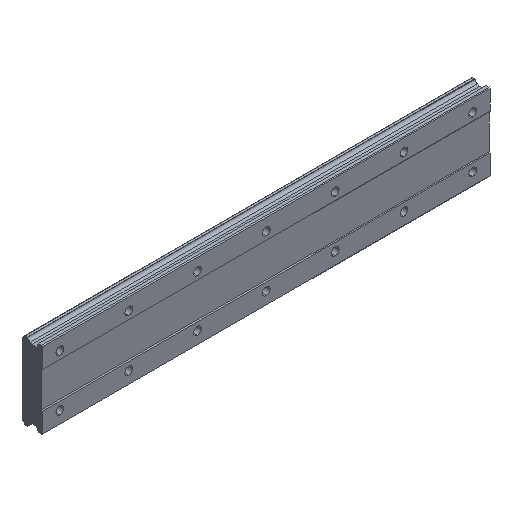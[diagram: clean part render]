
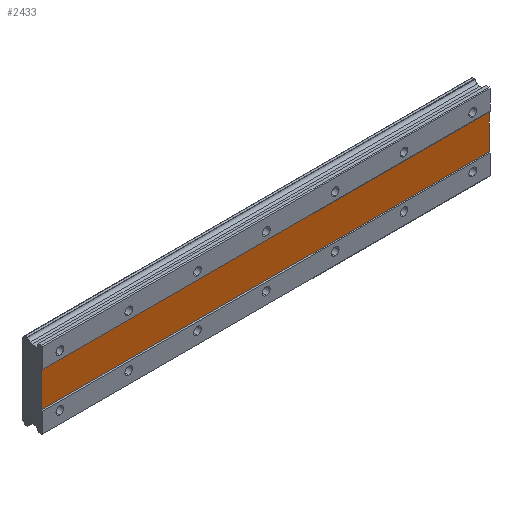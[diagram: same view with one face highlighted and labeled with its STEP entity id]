
A CAD part, isometric view. The second image highlights one B-rep face of the part: STEP entity #2433.
In plain terms, the highlighted planar face has unit normal (0, -1, 0).
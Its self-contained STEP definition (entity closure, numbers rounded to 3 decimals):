
#36 = FACE_OUTER_BOUND ( 'NONE', #2490, .T. ) ;
#222 = ORIENTED_EDGE ( 'NONE', *, *, #1779, .F. ) ;
#751 = DIRECTION ( 'NONE',  ( 1., 0., 0. ) ) ;
#801 = CARTESIAN_POINT ( 'NONE',  ( 500., 1., -20. ) ) ;
#856 = EDGE_CURVE ( 'NONE', #998, #2546, #2082, .T. ) ;
#959 = DIRECTION ( 'NONE',  ( -1., 0., 0. ) ) ;
#998 = VERTEX_POINT ( 'NONE', #2206 ) ;
#1021 = DIRECTION ( 'NONE',  ( 0., 1., 0. ) ) ;
#1118 = CARTESIAN_POINT ( 'NONE',  ( 500., 1., 20. ) ) ;
#1467 = DIRECTION ( 'NONE',  ( 0., 0., 1. ) ) ;
#1480 = EDGE_CURVE ( 'NONE', #2546, #2572, #2233, .T. ) ;
#1532 = LINE ( 'NONE', #3305, #1998 ) ;
#1561 = VECTOR ( 'NONE', #3088, 1000. ) ;
#1571 = VECTOR ( 'NONE', #1467, 1000. ) ;
#1578 = DIRECTION ( 'NONE',  ( 0., 0., 1. ) ) ;
#1625 = AXIS2_PLACEMENT_3D ( 'NONE', #1824, #1021, #1578 ) ;
#1627 = CARTESIAN_POINT ( 'NONE',  ( -20., 1., 20. ) ) ;
#1779 = EDGE_CURVE ( 'NONE', #2572, #2140, #1951, .T. ) ;
#1824 = CARTESIAN_POINT ( 'NONE',  ( 500., 1., 20. ) ) ;
#1951 = LINE ( 'NONE', #2950, #1571 ) ;
#1998 = VECTOR ( 'NONE', #751, 1000. ) ;
#2082 = LINE ( 'NONE', #1118, #1561 ) ;
#2130 = EDGE_CURVE ( 'NONE', #2140, #998, #1532, .T. ) ;
#2140 = VERTEX_POINT ( 'NONE', #1627 ) ;
#2206 = CARTESIAN_POINT ( 'NONE',  ( 500., 1., 20. ) ) ;
#2233 = LINE ( 'NONE', #2935, #2736 ) ;
#2433 = ADVANCED_FACE ( 'NONE', ( #36 ), #2842, .F. ) ;
#2490 = EDGE_LOOP ( 'NONE', ( #2762, #3027, #2906, #222 ) ) ;
#2546 = VERTEX_POINT ( 'NONE', #801 ) ;
#2572 = VERTEX_POINT ( 'NONE', #3318 ) ;
#2736 = VECTOR ( 'NONE', #959, 1000. ) ;
#2762 = ORIENTED_EDGE ( 'NONE', *, *, #1480, .F. ) ;
#2842 = PLANE ( 'NONE',  #1625 ) ;
#2906 = ORIENTED_EDGE ( 'NONE', *, *, #2130, .F. ) ;
#2935 = CARTESIAN_POINT ( 'NONE',  ( 500., 1., -20. ) ) ;
#2950 = CARTESIAN_POINT ( 'NONE',  ( -20., 1., 20. ) ) ;
#3027 = ORIENTED_EDGE ( 'NONE', *, *, #856, .F. ) ;
#3088 = DIRECTION ( 'NONE',  ( 0., 0., -1. ) ) ;
#3305 = CARTESIAN_POINT ( 'NONE',  ( 500., 1., 20. ) ) ;
#3318 = CARTESIAN_POINT ( 'NONE',  ( -20., 1., -20. ) ) ;
